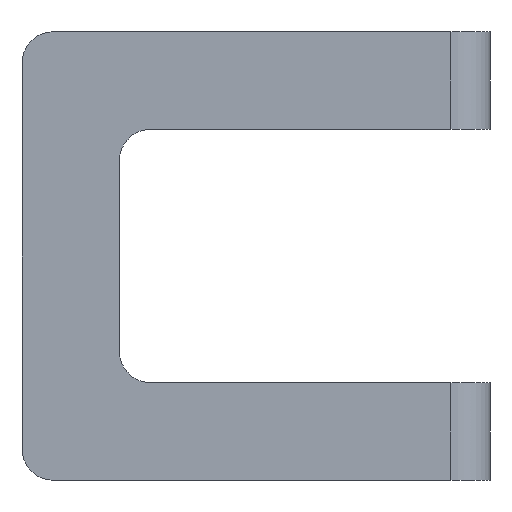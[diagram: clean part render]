
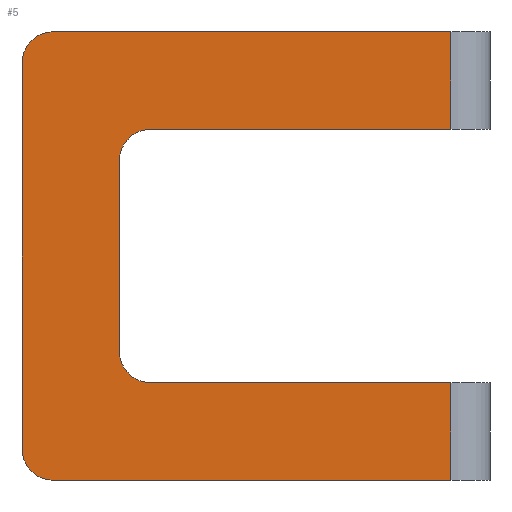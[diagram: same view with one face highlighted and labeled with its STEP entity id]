
A CAD part, front view. The second image highlights one B-rep face of the part: STEP entity #5.
In plain terms, the highlighted planar face has unit normal (0, -1, 0).
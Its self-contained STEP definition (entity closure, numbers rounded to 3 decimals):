
#5 = ADVANCED_FACE ( 'NONE', ( #31 ), #639, .T. ) ;
#12 = CARTESIAN_POINT ( 'NONE',  ( -64.5, -10., 49.5 ) ) ;
#19 = EDGE_CURVE ( 'NONE', #354, #73, #676, .T. ) ;
#23 = EDGE_CURVE ( 'NONE', #585, #73, #798, .T. ) ;
#31 = FACE_OUTER_BOUND ( 'NONE', #211, .T. ) ;
#32 = VECTOR ( 'NONE', #541, 1000. ) ;
#35 = CARTESIAN_POINT ( 'NONE',  ( 37.5, -10., 57.5 ) ) ;
#42 = CARTESIAN_POINT ( 'NONE',  ( 37.5, -10., 57.5 ) ) ;
#45 = LINE ( 'NONE', #446, #756 ) ;
#49 = ORIENTED_EDGE ( 'NONE', *, *, #703, .F. ) ;
#67 = VECTOR ( 'NONE', #378, 1000. ) ;
#73 = VERTEX_POINT ( 'NONE', #627 ) ;
#83 = LINE ( 'NONE', #396, #619 ) ;
#85 = EDGE_CURVE ( 'NONE', #661, #147, #83, .T. ) ;
#113 = DIRECTION ( 'NONE',  ( 0., 1., 0. ) ) ;
#122 = DIRECTION ( 'NONE',  ( 0., -1., 0. ) ) ;
#123 = CARTESIAN_POINT ( 'NONE',  ( 47.5, -10., 57.5 ) ) ;
#135 = CARTESIAN_POINT ( 'NONE',  ( -39.5, -10., -32.5 ) ) ;
#147 = VERTEX_POINT ( 'NONE', #733 ) ;
#162 = DIRECTION ( 'NONE',  ( 0., 0., -1. ) ) ;
#172 = CARTESIAN_POINT ( 'NONE',  ( 0., -10., 0. ) ) ;
#173 = EDGE_CURVE ( 'NONE', #585, #668, #442, .T. ) ;
#179 = EDGE_CURVE ( 'NONE', #661, #805, #886, .T. ) ;
#181 = CARTESIAN_POINT ( 'NONE',  ( -39.5, -10., 24.5 ) ) ;
#182 = DIRECTION ( 'NONE',  ( 0., 0., -1. ) ) ;
#188 = AXIS2_PLACEMENT_3D ( 'NONE', #739, #122, #727 ) ;
#203 = LINE ( 'NONE', #123, #67 ) ;
#207 = CARTESIAN_POINT ( 'NONE',  ( 37.5, -10., 32.5 ) ) ;
#209 = VERTEX_POINT ( 'NONE', #262 ) ;
#211 = EDGE_LOOP ( 'NONE', ( #901, #466, #49, #544, #822, #873, #715, #429, #666, #926, #522, #458 ) ) ;
#224 = VERTEX_POINT ( 'NONE', #35 ) ;
#260 = VECTOR ( 'NONE', #892, 1000. ) ;
#262 = CARTESIAN_POINT ( 'NONE',  ( 37.5, -10., -32.5 ) ) ;
#275 = DIRECTION ( 'NONE',  ( 0., 1., 0. ) ) ;
#286 = VERTEX_POINT ( 'NONE', #135 ) ;
#288 = VERTEX_POINT ( 'NONE', #454 ) ;
#313 = CARTESIAN_POINT ( 'NONE',  ( 47.5, -10., -32.5 ) ) ;
#321 = AXIS2_PLACEMENT_3D ( 'NONE', #12, #491, #327 ) ;
#327 = DIRECTION ( 'NONE',  ( 0., 0., -1. ) ) ;
#354 = VERTEX_POINT ( 'NONE', #974 ) ;
#369 = EDGE_CURVE ( 'NONE', #354, #224, #203, .T. ) ;
#378 = DIRECTION ( 'NONE',  ( 1., 0., 0. ) ) ;
#396 = CARTESIAN_POINT ( 'NONE',  ( -47.5, -10., -32.5 ) ) ;
#405 = DIRECTION ( 'NONE',  ( 0., -1., 0. ) ) ;
#416 = CARTESIAN_POINT ( 'NONE',  ( -72.5, -10., 57.5 ) ) ;
#429 = ORIENTED_EDGE ( 'NONE', *, *, #179, .T. ) ;
#432 = VECTOR ( 'NONE', #816, 1000. ) ;
#437 = DIRECTION ( 'NONE',  ( 0., 0., 1. ) ) ;
#442 = CIRCLE ( 'NONE', #188, 8. ) ;
#446 = CARTESIAN_POINT ( 'NONE',  ( 37.5, -10., -32.5 ) ) ;
#454 = CARTESIAN_POINT ( 'NONE',  ( 37.5, -10., -57.5 ) ) ;
#457 = LINE ( 'NONE', #921, #32 ) ;
#458 = ORIENTED_EDGE ( 'NONE', *, *, #19, .T. ) ;
#466 = ORIENTED_EDGE ( 'NONE', *, *, #173, .T. ) ;
#468 = CARTESIAN_POINT ( 'NONE',  ( -47.5, -10., 24.5 ) ) ;
#483 = DIRECTION ( 'NONE',  ( 0., 0., 1. ) ) ;
#491 = DIRECTION ( 'NONE',  ( 0., -1., 0. ) ) ;
#522 = ORIENTED_EDGE ( 'NONE', *, *, #369, .F. ) ;
#541 = DIRECTION ( 'NONE',  ( -1., 0., 0. ) ) ;
#544 = ORIENTED_EDGE ( 'NONE', *, *, #589, .T. ) ;
#546 = AXIS2_PLACEMENT_3D ( 'NONE', #870, #113, #977 ) ;
#551 = DIRECTION ( 'NONE',  ( 1., 0., 0. ) ) ;
#560 = EDGE_CURVE ( 'NONE', #286, #147, #594, .T. ) ;
#566 = DIRECTION ( 'NONE',  ( 0., 0., -1. ) ) ;
#579 = CARTESIAN_POINT ( 'NONE',  ( -72.5, -10., -49.5 ) ) ;
#585 = VERTEX_POINT ( 'NONE', #579 ) ;
#586 = LINE ( 'NONE', #894, #432 ) ;
#589 = EDGE_CURVE ( 'NONE', #288, #209, #45, .T. ) ;
#594 = CIRCLE ( 'NONE', #546, 8. ) ;
#617 = EDGE_CURVE ( 'NONE', #625, #805, #586, .T. ) ;
#619 = VECTOR ( 'NONE', #162, 1000. ) ;
#625 = VERTEX_POINT ( 'NONE', #207 ) ;
#627 = CARTESIAN_POINT ( 'NONE',  ( -72.5, -10., 49.5 ) ) ;
#639 = PLANE ( 'NONE',  #657 ) ;
#657 = AXIS2_PLACEMENT_3D ( 'NONE', #172, #405, #566 ) ;
#661 = VERTEX_POINT ( 'NONE', #468 ) ;
#666 = ORIENTED_EDGE ( 'NONE', *, *, #617, .F. ) ;
#668 = VERTEX_POINT ( 'NONE', #912 ) ;
#676 = CIRCLE ( 'NONE', #321, 8. ) ;
#703 = EDGE_CURVE ( 'NONE', #288, #668, #457, .T. ) ;
#715 = ORIENTED_EDGE ( 'NONE', *, *, #85, .F. ) ;
#727 = DIRECTION ( 'NONE',  ( 0., 0., -1. ) ) ;
#733 = CARTESIAN_POINT ( 'NONE',  ( -47.5, -10., -24.5 ) ) ;
#739 = CARTESIAN_POINT ( 'NONE',  ( -64.5, -10., -49.5 ) ) ;
#756 = VECTOR ( 'NONE', #437, 1000. ) ;
#757 = EDGE_CURVE ( 'NONE', #625, #224, #885, .T. ) ;
#760 = VECTOR ( 'NONE', #551, 1000. ) ;
#780 = LINE ( 'NONE', #313, #760 ) ;
#798 = LINE ( 'NONE', #416, #823 ) ;
#805 = VERTEX_POINT ( 'NONE', #910 ) ;
#816 = DIRECTION ( 'NONE',  ( -1., 0., 0. ) ) ;
#822 = ORIENTED_EDGE ( 'NONE', *, *, #955, .F. ) ;
#823 = VECTOR ( 'NONE', #483, 1000. ) ;
#859 = AXIS2_PLACEMENT_3D ( 'NONE', #181, #275, #182 ) ;
#870 = CARTESIAN_POINT ( 'NONE',  ( -39.5, -10., -24.5 ) ) ;
#873 = ORIENTED_EDGE ( 'NONE', *, *, #560, .T. ) ;
#885 = LINE ( 'NONE', #42, #260 ) ;
#886 = CIRCLE ( 'NONE', #859, 8. ) ;
#892 = DIRECTION ( 'NONE',  ( 0., 0., 1. ) ) ;
#894 = CARTESIAN_POINT ( 'NONE',  ( -47.5, -10., 32.5 ) ) ;
#901 = ORIENTED_EDGE ( 'NONE', *, *, #23, .F. ) ;
#910 = CARTESIAN_POINT ( 'NONE',  ( -39.5, -10., 32.5 ) ) ;
#912 = CARTESIAN_POINT ( 'NONE',  ( -64.5, -10., -57.5 ) ) ;
#921 = CARTESIAN_POINT ( 'NONE',  ( -72.5, -10., -57.5 ) ) ;
#926 = ORIENTED_EDGE ( 'NONE', *, *, #757, .T. ) ;
#955 = EDGE_CURVE ( 'NONE', #286, #209, #780, .T. ) ;
#974 = CARTESIAN_POINT ( 'NONE',  ( -64.5, -10., 57.5 ) ) ;
#977 = DIRECTION ( 'NONE',  ( 0., 0., -1. ) ) ;
